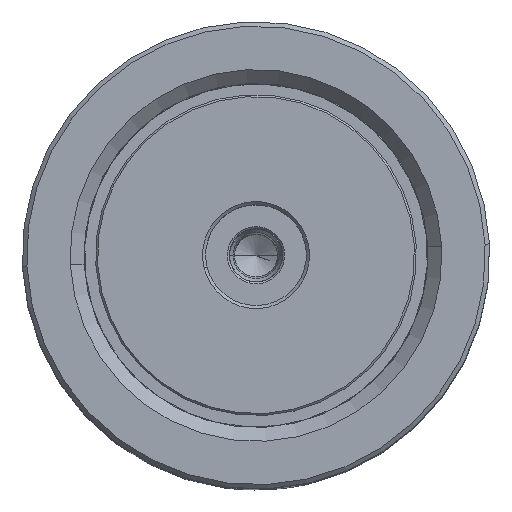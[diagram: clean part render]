
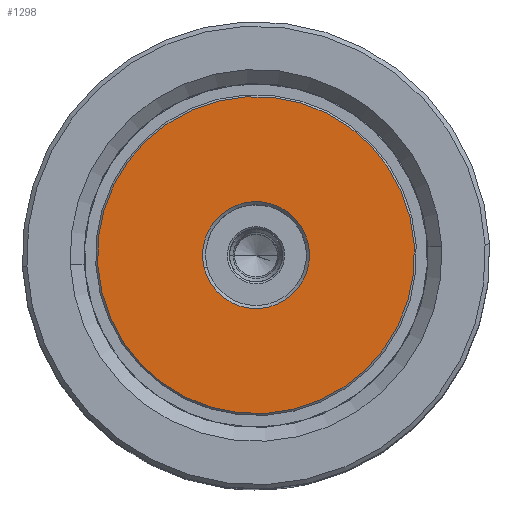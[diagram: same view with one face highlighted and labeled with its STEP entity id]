
A CAD part, top view. The second image highlights one B-rep face of the part: STEP entity #1298.
In plain terms, the highlighted face is planar.
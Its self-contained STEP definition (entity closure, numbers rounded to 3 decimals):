
#1298 = ADVANCED_FACE ( 'NONE', ( #64658, #18618 ), #39109, .F. ) ;
#3567 = EDGE_CURVE ( 'NONE', #55136, #60323, #38217, .T. ) ;
#4327 = CARTESIAN_POINT ( 'NONE',  ( 0., 0., 0. ) ) ;
#4571 = CARTESIAN_POINT ( 'NONE',  ( 25.2, 0., 0. ) ) ;
#5646 = DIRECTION ( 'NONE',  ( 1., 0., 0. ) ) ;
#6231 = ORIENTED_EDGE ( 'NONE', *, *, #3567, .T. ) ;
#15695 = ORIENTED_EDGE ( 'NONE', *, *, #57724, .T. ) ;
#17204 = AXIS2_PLACEMENT_3D ( 'NONE', #55224, #33745, #59932 ) ;
#18290 = CARTESIAN_POINT ( 'NONE',  ( -8.5, 0., 0. ) ) ;
#18618 = FACE_BOUND ( 'NONE', #65538, .T. ) ;
#20614 = DIRECTION ( 'NONE',  ( 0., 0., 1. ) ) ;
#24533 = CIRCLE ( 'NONE', #42779, 8.5 ) ;
#24677 = EDGE_CURVE ( 'NONE', #57152, #56998, #52988, .T. ) ;
#25650 = CARTESIAN_POINT ( 'NONE',  ( 0., 0., 0. ) ) ;
#29214 = AXIS2_PLACEMENT_3D ( 'NONE', #61349, #36146, #45880 ) ;
#31196 = DIRECTION ( 'NONE',  ( 0., 0., -1. ) ) ;
#33745 = DIRECTION ( 'NONE',  ( 0., 0., 1. ) ) ;
#34541 = CIRCLE ( 'NONE', #29214, 25.2 ) ;
#36146 = DIRECTION ( 'NONE',  ( 0., 0., -1. ) ) ;
#36283 = ORIENTED_EDGE ( 'NONE', *, *, #45884, .T. ) ;
#38217 = CIRCLE ( 'NONE', #55406, 25.2 ) ;
#39109 = PLANE ( 'NONE',  #17204 ) ;
#42779 = AXIS2_PLACEMENT_3D ( 'NONE', #4327, #65523, #55106 ) ;
#43316 = AXIS2_PLACEMENT_3D ( 'NONE', #25650, #20614, #61614 ) ;
#45880 = DIRECTION ( 'NONE',  ( 1., 0., 0. ) ) ;
#45884 = EDGE_CURVE ( 'NONE', #60323, #55136, #34541, .T. ) ;
#46966 = CARTESIAN_POINT ( 'NONE',  ( 0., 0., 0. ) ) ;
#52988 = CIRCLE ( 'NONE', #43316, 8.5 ) ;
#53707 = EDGE_LOOP ( 'NONE', ( #36283, #6231 ) ) ;
#55106 = DIRECTION ( 'NONE',  ( 1., 0., 0. ) ) ;
#55136 = VERTEX_POINT ( 'NONE', #63636 ) ;
#55224 = CARTESIAN_POINT ( 'NONE',  ( 0., 0., 0. ) ) ;
#55406 = AXIS2_PLACEMENT_3D ( 'NONE', #46966, #31196, #5646 ) ;
#56998 = VERTEX_POINT ( 'NONE', #64758 ) ;
#57152 = VERTEX_POINT ( 'NONE', #18290 ) ;
#57724 = EDGE_CURVE ( 'NONE', #56998, #57152, #24533, .T. ) ;
#57781 = ORIENTED_EDGE ( 'NONE', *, *, #24677, .T. ) ;
#59932 = DIRECTION ( 'NONE',  ( 1., 0., 0. ) ) ;
#60323 = VERTEX_POINT ( 'NONE', #4571 ) ;
#61349 = CARTESIAN_POINT ( 'NONE',  ( 0., 0., 0. ) ) ;
#61614 = DIRECTION ( 'NONE',  ( 1., 0., 0. ) ) ;
#63636 = CARTESIAN_POINT ( 'NONE',  ( -25.2, 0., 0. ) ) ;
#64658 = FACE_OUTER_BOUND ( 'NONE', #53707, .T. ) ;
#64758 = CARTESIAN_POINT ( 'NONE',  ( 8.5, 0., 0. ) ) ;
#65523 = DIRECTION ( 'NONE',  ( 0., 0., 1. ) ) ;
#65538 = EDGE_LOOP ( 'NONE', ( #57781, #15695 ) ) ;
